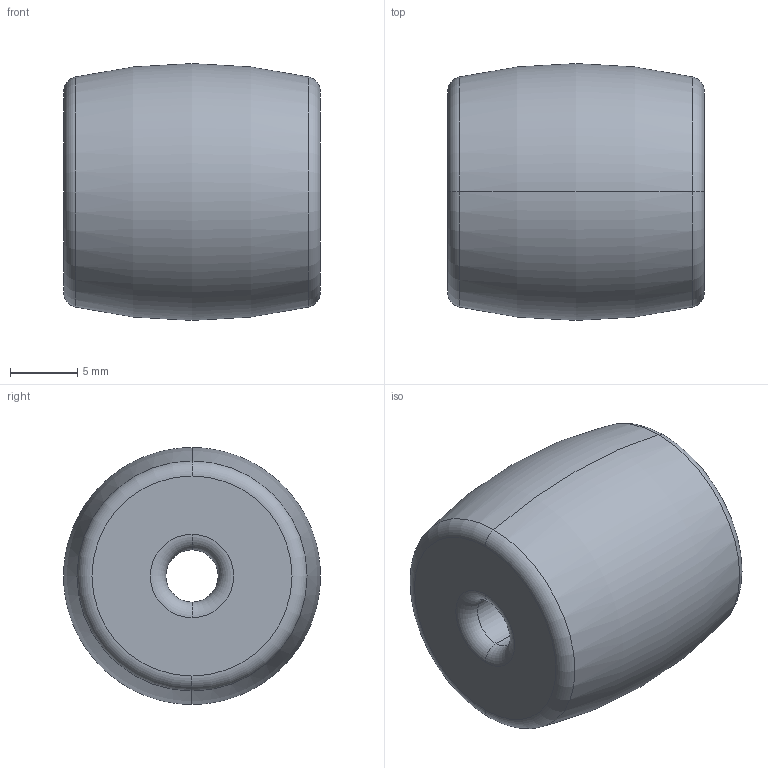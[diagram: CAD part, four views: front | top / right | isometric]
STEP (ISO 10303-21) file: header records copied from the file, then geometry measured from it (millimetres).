
FILE_DESCRIPTION (( 'STEP AP214' ), '1' );
FILE_NAME ('am-5464 3IN Crowned Omni Roller.STEP', '2024-06-06T14:13:34', ( '' ), ( '' ), 'SwSTEP 2.0', 'SolidWorks 2024', '' );
FILE_SCHEMA (( 'AUTOMOTIVE_DESIGN' ));
Length unit declared in the file: inch
Products named in the file (1): am-5464 3IN Crowned Omni Roller
Bounding box: 19.05 x 19.05 x 19.05 mm (x, y, z)
Volume: 4740.4 mm3; surface area: 1706.6 mm2
Topology: 1 solids, 1 shells, 14 faces, 28 edges, 16 vertices
Faces by surface type: torus 10, plane 2, cylinder 2
Entity records: 405 total; most frequent: DIRECTION 84, CARTESIAN_POINT 59, ORIENTED_EDGE 56, AXIS2_PLACEMENT_3D 41, EDGE_CURVE 28, CIRCLE 26, EDGE_LOOP 16, VERTEX_POINT 16
